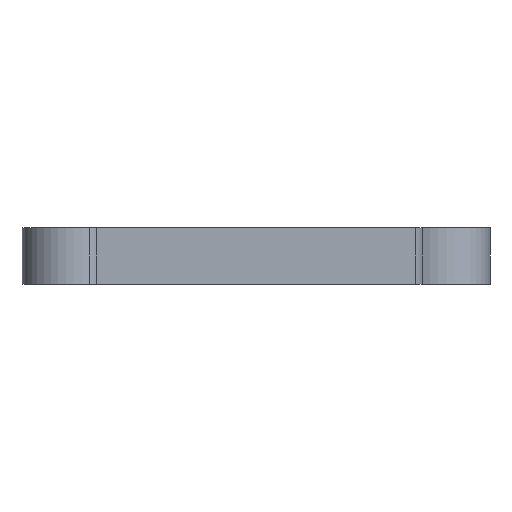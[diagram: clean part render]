
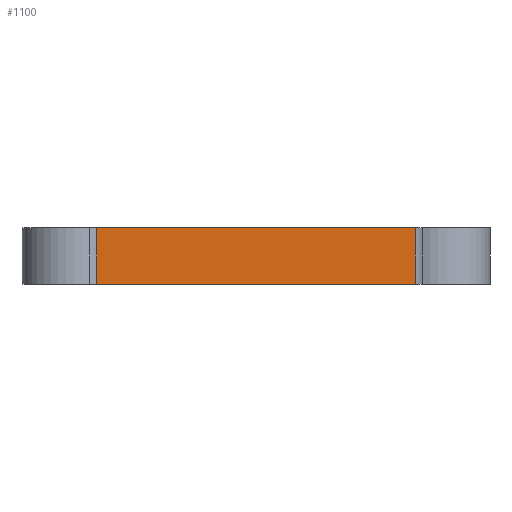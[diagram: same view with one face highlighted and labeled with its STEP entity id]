
A CAD part, left-side view. The second image highlights one B-rep face of the part: STEP entity #1100.
In plain terms, the highlighted planar face has unit normal (-1, 0, 0).
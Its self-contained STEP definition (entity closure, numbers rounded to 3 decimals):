
#61 = VERTEX_POINT('',#62);
#62 = CARTESIAN_POINT('',(-47.162,27.731,0.));
#69 = EDGE_CURVE('',#61,#70,#72,.T.);
#70 = VERTEX_POINT('',#71);
#71 = CARTESIAN_POINT('',(-47.162,5.269,0.));
#72 = LINE('',#73,#74);
#73 = CARTESIAN_POINT('',(-47.162,28.,0.));
#74 = VECTOR('',#75,1.);
#75 = DIRECTION('',(0.,-1.,0.));
#1055 = EDGE_CURVE('',#61,#1056,#1058,.T.);
#1056 = VERTEX_POINT('',#1057);
#1057 = CARTESIAN_POINT('',(-47.162,27.731,4.));
#1058 = LINE('',#1059,#1060);
#1059 = CARTESIAN_POINT('',(-47.162,27.731,0.));
#1060 = VECTOR('',#1061,1.);
#1061 = DIRECTION('',(0.,0.,1.));
#1100 = ADVANCED_FACE('',(#1101),#1119,.F.);
#1101 = FACE_BOUND('',#1102,.F.);
#1102 = EDGE_LOOP('',(#1103,#1104,#1105,#1113));
#1103 = ORIENTED_EDGE('',*,*,#69,.F.);
#1104 = ORIENTED_EDGE('',*,*,#1055,.T.);
#1105 = ORIENTED_EDGE('',*,*,#1106,.T.);
#1106 = EDGE_CURVE('',#1056,#1107,#1109,.T.);
#1107 = VERTEX_POINT('',#1108);
#1108 = CARTESIAN_POINT('',(-47.162,5.269,4.));
#1109 = LINE('',#1110,#1111);
#1110 = CARTESIAN_POINT('',(-47.162,28.,4.));
#1111 = VECTOR('',#1112,1.);
#1112 = DIRECTION('',(0.,-1.,0.));
#1113 = ORIENTED_EDGE('',*,*,#1114,.F.);
#1114 = EDGE_CURVE('',#70,#1107,#1115,.T.);
#1115 = LINE('',#1116,#1117);
#1116 = CARTESIAN_POINT('',(-47.162,5.269,0.));
#1117 = VECTOR('',#1118,1.);
#1118 = DIRECTION('',(0.,0.,1.));
#1119 = PLANE('',#1120);
#1120 = AXIS2_PLACEMENT_3D('',#1121,#1122,#1123);
#1121 = CARTESIAN_POINT('',(-47.162,28.,0.));
#1122 = DIRECTION('',(1.,0.,0.));
#1123 = DIRECTION('',(0.,-1.,0.));
